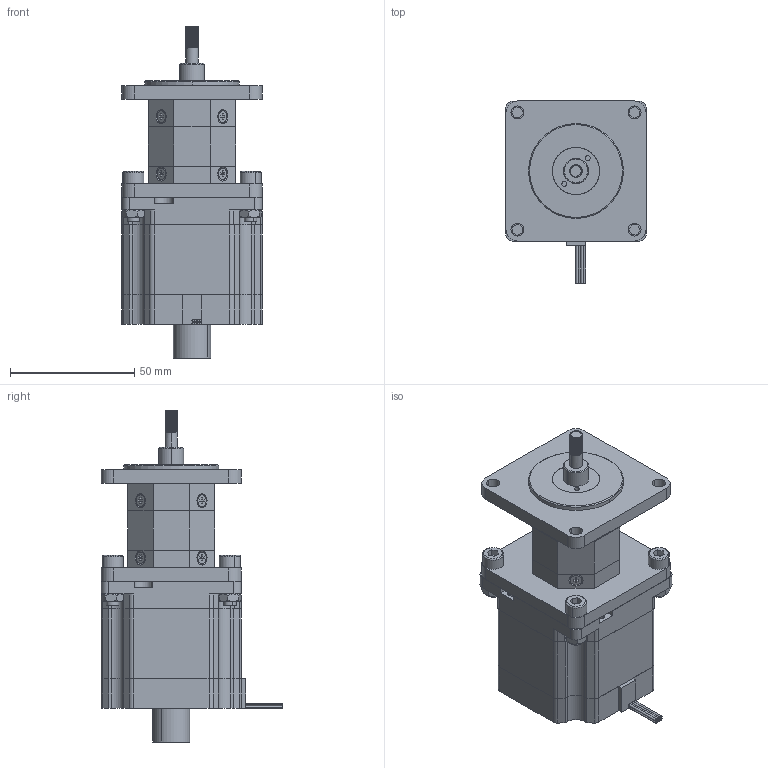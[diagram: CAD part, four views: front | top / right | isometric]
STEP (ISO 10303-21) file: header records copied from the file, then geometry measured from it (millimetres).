
FILE_DESCRIPTION (( 'STEP AP214' ), '1' );
FILE_NAME ('L5918S...A25.STEP', '2012-05-22T01:53:27', ( '微软用户' ), ( '微软中国' ), 'SwSTEP 2.0', 'SolidWorks 2010', '' );
FILE_SCHEMA (( 'AUTOMOTIVE_DESIGN' ));
Length unit declared in the file: millimetre
Products named in the file (19): L5918S...A25; 4; 1; 砦雄ん; 絳裝; 蹟裝; 3; 蹟簽; 囀鞠褒蹟隊; 2; 麥芛蹟隊; 錨璃30; 錨璃32; 揤踡蹟譫; 9_12; 錨璃31; ヶ傷裔; 3_121; 綴裔啣
Assembly tree (31 placements, depth 2):
  L5918S...A25
    蹟簽  x4
    麥芛蹟隊  x8
    1
    絳裝
    囀鞠褒蹟隊  x4
    2
    揤踡蹟譫
    錨璃30
    錨璃32
    3
    9_12
    砦雄ん
    蹟裝
    ヶ傷裔
    3_121
    4
    錨璃31
    綴裔啣
Bounding box: 56.4 x 73.1 x 133.46 mm (x, y, z)
Volume: 187177.2 mm3; surface area: 75854.4 mm2
Topology: 29 solids, 38 shells, 949 faces, 2452 edges, 1601 vertices
Faces by surface type: cylinder 398, plane 394, cone 127, bspline 20, torus 10
Entity records: 64066 total; most frequent: CARTESIAN_POINT 44971, ORIENTED_EDGE 3542, DIRECTION 3228, EDGE_CURVE 1794, VERTEX_POINT 1171, AXIS2_PLACEMENT_3D 1170, LINE 888, VECTOR 888
